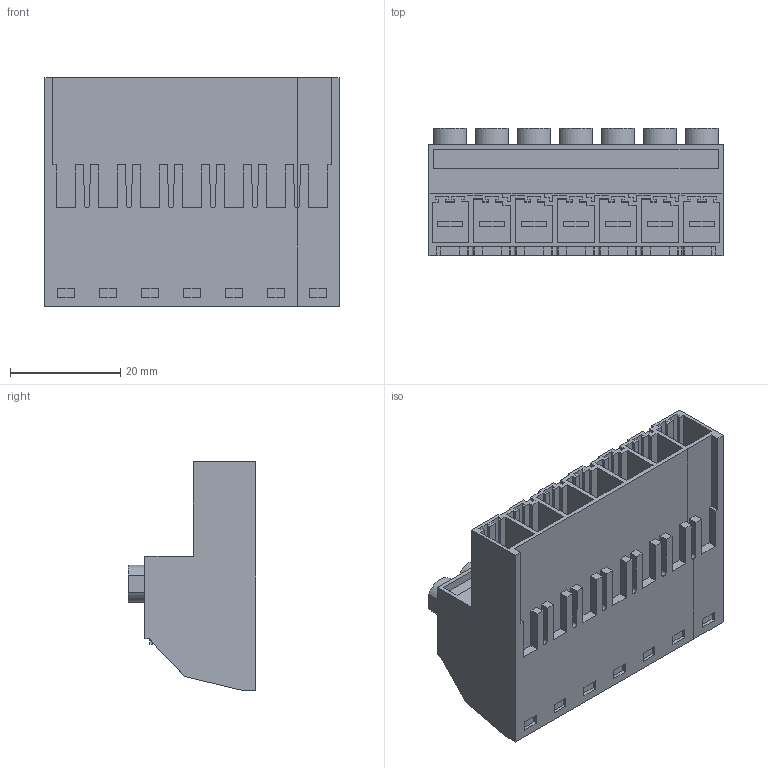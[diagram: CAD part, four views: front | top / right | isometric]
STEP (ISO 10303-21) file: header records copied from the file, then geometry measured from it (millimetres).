
FILE_DESCRIPTION(('CATIA V5 STEP Exchange','CAx-IF Rec.Pracs.--- Model Styling and Organization---1.4--- 2014-01-23'),'2;1');
FILE_NAME ('D1459467_1_1931680000_1931680000.stp','2023-02-01T15:22:00+00:00',('none'),('Weidmueller'),'CATIA Version 5-6 Release 2016 SP3 HF44','CATIA V5 STEP AP214','none');
FILE_SCHEMA(('AUTOMOTIVE_DESIGN { 1 0 10303 214 1 1 1 1 }'));
Length unit declared in the file: millimetre
Products named in the file (1): 1931680000
Bounding box: 53.34 x 23.1 x 41.45 mm (x, y, z)
Volume: 22312.1 mm3; surface area: 16389.5 mm2
Topology: 15 solids, 15 shells, 575 faces, 1549 edges, 1040 vertices
Faces by surface type: plane 524, cylinder 51
Entity records: 16937 total; most frequent: ORIENTED_EDGE 3098, CARTESIAN_POINT 3010, DIRECTION 2198, EDGE_CURVE 1549, VECTOR 1398, LINE 1398, VERTEX_POINT 1040, EDGE_LOOP 611
